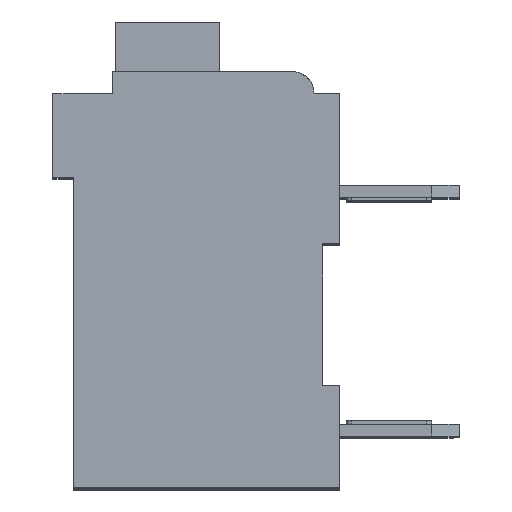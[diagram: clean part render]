
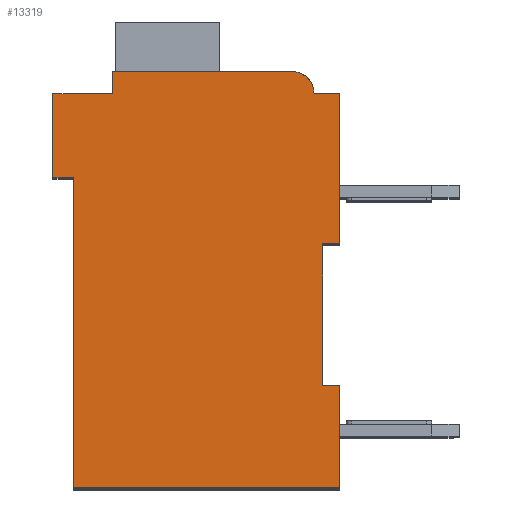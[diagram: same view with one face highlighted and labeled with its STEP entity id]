
A CAD part, top view. The second image highlights one B-rep face of the part: STEP entity #13319.
In plain terms, the highlighted planar face has unit normal (0, 0, 1).
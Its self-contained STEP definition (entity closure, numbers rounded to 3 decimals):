
#2474=DIRECTION('',(1.,0.,0.));
#2475=VECTOR('',#2474,0.5);
#2476=CARTESIAN_POINT('',(7.3,7.15,2.1));
#2477=LINE('',#2476,#2475);
#2478=DIRECTION('',(0.,1.,0.));
#2479=VECTOR('',#2478,4.15);
#2480=CARTESIAN_POINT('',(7.3,3.,2.1));
#2481=LINE('',#2480,#2479);
#2482=DIRECTION('',(-1.,0.,0.));
#2483=VECTOR('',#2482,0.5);
#2484=CARTESIAN_POINT('',(7.8,3.,2.1));
#2485=LINE('',#2484,#2483);
#2486=DIRECTION('',(0.,1.,0.));
#2487=VECTOR('',#2486,3.);
#2488=CARTESIAN_POINT('',(7.8,0.,2.1));
#2489=LINE('',#2488,#2487);
#2490=DIRECTION('',(1.,0.,0.));
#2491=VECTOR('',#2490,7.8);
#2492=CARTESIAN_POINT('',(0.,0.,2.1));
#2493=LINE('',#2492,#2491);
#2494=DIRECTION('',(0.,-1.,0.));
#2495=VECTOR('',#2494,9.1);
#2496=CARTESIAN_POINT('',(0.,9.1,2.1));
#2497=LINE('',#2496,#2495);
#2498=DIRECTION('',(1.,0.,0.));
#2499=VECTOR('',#2498,0.6);
#2500=CARTESIAN_POINT('',(-0.6,9.1,2.1));
#2501=LINE('',#2500,#2499);
#2502=DIRECTION('',(0.,-1.,0.));
#2503=VECTOR('',#2502,2.45);
#2504=CARTESIAN_POINT('',(-0.6,11.55,2.1));
#2505=LINE('',#2504,#2503);
#2506=DIRECTION('',(-1.,0.,0.));
#2507=VECTOR('',#2506,1.75);
#2508=CARTESIAN_POINT('',(1.15,11.55,2.1));
#2509=LINE('',#2508,#2507);
#2510=DIRECTION('',(0.,-1.,0.));
#2511=VECTOR('',#2510,0.65);
#2512=CARTESIAN_POINT('',(1.15,12.2,2.1));
#2513=LINE('',#2512,#2511);
#2514=DIRECTION('',(-1.,0.,0.));
#2515=VECTOR('',#2514,5.25);
#2516=CARTESIAN_POINT('',(6.4,12.2,2.1));
#2517=LINE('',#2516,#2515);
#2518=CARTESIAN_POINT('',(6.4,11.55,2.1));
#2519=DIRECTION('',(0.,0.,1.));
#2520=DIRECTION('',(1.,0.,0.));
#2521=AXIS2_PLACEMENT_3D('',#2518,#2519,#2520);
#2523=DIRECTION('',(-1.,0.,0.));
#2524=VECTOR('',#2523,0.75);
#2525=CARTESIAN_POINT('',(7.8,11.55,2.1));
#2526=LINE('',#2525,#2524);
#2527=DIRECTION('',(0.,1.,0.));
#2528=VECTOR('',#2527,4.4);
#2529=CARTESIAN_POINT('',(7.8,7.15,2.1));
#2530=LINE('',#2529,#2528);
#8491=CARTESIAN_POINT('',(7.3,7.15,2.1));
#8492=CARTESIAN_POINT('',(7.8,7.15,2.1));
#8493=VERTEX_POINT('',#8491);
#8494=VERTEX_POINT('',#8492);
#8495=CARTESIAN_POINT('',(7.8,11.55,2.1));
#8496=VERTEX_POINT('',#8495);
#8497=CARTESIAN_POINT('',(7.05,11.55,2.1));
#8498=VERTEX_POINT('',#8497);
#8499=CARTESIAN_POINT('',(6.4,12.2,2.1));
#8500=VERTEX_POINT('',#8499);
#8501=CARTESIAN_POINT('',(1.15,12.2,2.1));
#8502=VERTEX_POINT('',#8501);
#8503=CARTESIAN_POINT('',(1.15,11.55,2.1));
#8504=VERTEX_POINT('',#8503);
#8505=CARTESIAN_POINT('',(-0.6,11.55,2.1));
#8506=VERTEX_POINT('',#8505);
#8507=CARTESIAN_POINT('',(-0.6,9.1,2.1));
#8508=VERTEX_POINT('',#8507);
#8509=CARTESIAN_POINT('',(0.,9.1,2.1));
#8510=VERTEX_POINT('',#8509);
#8511=CARTESIAN_POINT('',(0.,0.,2.1));
#8512=VERTEX_POINT('',#8511);
#8513=CARTESIAN_POINT('',(7.8,0.,2.1));
#8514=VERTEX_POINT('',#8513);
#8515=CARTESIAN_POINT('',(7.8,3.,2.1));
#8516=VERTEX_POINT('',#8515);
#8517=CARTESIAN_POINT('',(7.3,3.,2.1));
#8518=VERTEX_POINT('',#8517);
#13295=CARTESIAN_POINT('',(0.,0.,2.1));
#13296=DIRECTION('',(0.,0.,1.));
#13297=DIRECTION('',(1.,0.,0.));
#13298=AXIS2_PLACEMENT_3D('',#13295,#13296,#13297);
#13299=PLANE('',#13298);
#13300=ORIENTED_EDGE('',*,*,#11156,.F.);
#13301=ORIENTED_EDGE('',*,*,#11606,.F.);
#13303=ORIENTED_EDGE('',*,*,#13302,.F.);
#13305=ORIENTED_EDGE('',*,*,#13304,.F.);
#13307=ORIENTED_EDGE('',*,*,#13306,.F.);
#13308=ORIENTED_EDGE('',*,*,#11948,.F.);
#13309=ORIENTED_EDGE('',*,*,#12044,.F.);
#13310=ORIENTED_EDGE('',*,*,#12213,.F.);
#13311=ORIENTED_EDGE('',*,*,#12387,.F.);
#13312=ORIENTED_EDGE('',*,*,#12456,.F.);
#13313=ORIENTED_EDGE('',*,*,#12737,.F.);
#13314=ORIENTED_EDGE('',*,*,#13139,.F.);
#13315=ORIENTED_EDGE('',*,*,#13043,.F.);
#13316=ORIENTED_EDGE('',*,*,#11402,.F.);
#13317=EDGE_LOOP('',(#13300,#13301,#13303,#13305,#13307,#13308,#13309,#13310,
#13311,#13312,#13313,#13314,#13315,#13316));
#13318=FACE_OUTER_BOUND('',#13317,.F.);
#2522=CIRCLE('',#2521,0.65);
#11156=EDGE_CURVE('',#8493,#8494,#2477,.T.);
#11402=EDGE_CURVE('',#8494,#8496,#2530,.T.);
#11606=EDGE_CURVE('',#8518,#8493,#2481,.T.);
#11948=EDGE_CURVE('',#8510,#8512,#2497,.T.);
#12044=EDGE_CURVE('',#8508,#8510,#2501,.T.);
#12213=EDGE_CURVE('',#8506,#8508,#2505,.T.);
#12387=EDGE_CURVE('',#8504,#8506,#2509,.T.);
#12456=EDGE_CURVE('',#8502,#8504,#2513,.T.);
#12737=EDGE_CURVE('',#8500,#8502,#2517,.T.);
#13043=EDGE_CURVE('',#8496,#8498,#2526,.T.);
#13139=EDGE_CURVE('',#8498,#8500,#2522,.T.);
#13302=EDGE_CURVE('',#8516,#8518,#2485,.T.);
#13304=EDGE_CURVE('',#8514,#8516,#2489,.T.);
#13306=EDGE_CURVE('',#8512,#8514,#2493,.T.);
#13319=ADVANCED_FACE('',(#13318),#13299,.T.);
